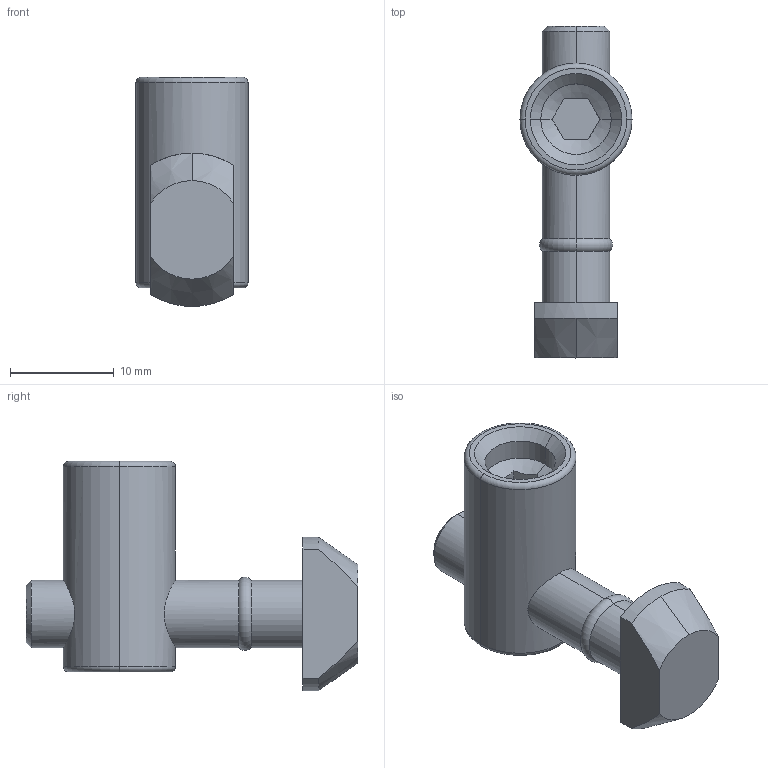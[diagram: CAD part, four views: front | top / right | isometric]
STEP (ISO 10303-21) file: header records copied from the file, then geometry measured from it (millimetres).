
FILE_DESCRIPTION (( 'STEP AP203' ), '1' );
FILE_NAME ('ALF-FCM8-8_0.step', '2024-08-12T11:45:21', ( '' ), ( '' ), 'SwSTEP 2.0', 'SolidWorks 2022', '' );
FILE_SCHEMA (( 'CONFIG_CONTROL_DESIGN' ));
Length unit declared in the file: millimetre
Products named in the file (1): ALF-FCM8-8_0
Bounding box: 10.8 x 32 x 22.1 mm (x, y, z)
Volume: 2741.3 mm3; surface area: 1689.9 mm2
Topology: 2 solids, 2 shells, 50 faces, 108 edges, 68 vertices
Faces by surface type: plane 18, cylinder 17, cone 9, torus 6
Entity records: 1621 total; most frequent: CARTESIAN_POINT 429, DIRECTION 248, ORIENTED_EDGE 216, EDGE_CURVE 108, AXIS2_PLACEMENT_3D 103, VERTEX_POINT 68, EDGE_LOOP 58, CIRCLE 52
